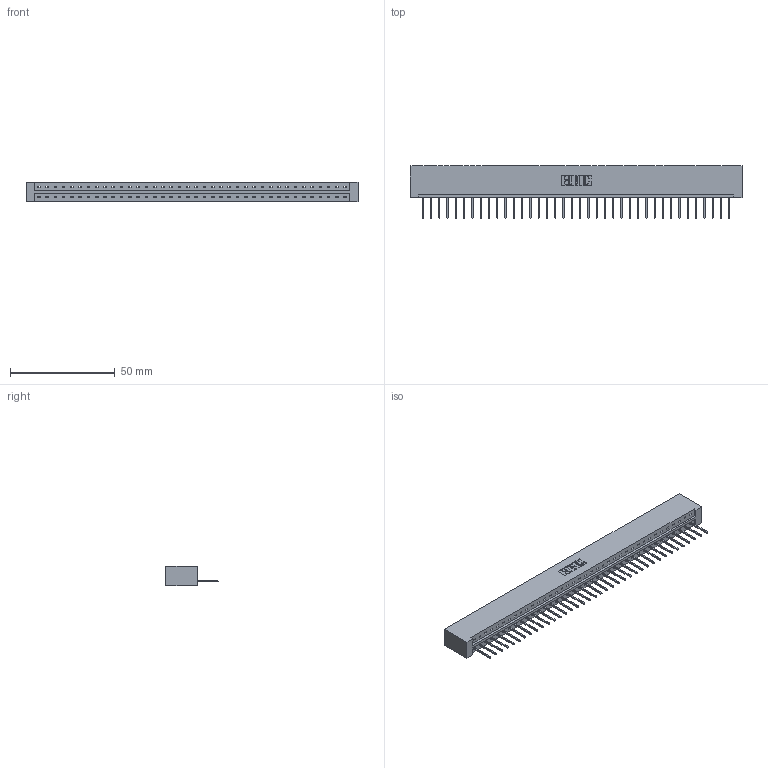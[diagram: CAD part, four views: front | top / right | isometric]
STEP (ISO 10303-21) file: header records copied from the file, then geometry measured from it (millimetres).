
FILE_DESCRIPTION (( 'STEP AP203' ), '1' );
FILE_NAME ('833-038-523-101.STEP', '2020-06-03T06:47:56', ( '' ), ( '' ), 'SwSTEP 2.0', 'SolidWorks 2020', '' );
FILE_SCHEMA (( 'CONFIG_CONTROL_DESIGN' ));
Length unit declared in the file: inch
Products named in the file (3): 345-292-001_345-293-123; 833-038-523-101; 833 Part_Lugless
Assembly tree (39 placements, depth 2):
  833-038-523-101
    833 Part_Lugless
    345-292-001_345-293-123  x38
Bounding box: 158.83 x 25.15 x 9.4 mm (x, y, z)
Volume: 16546 mm3; surface area: 17871.8 mm2
Topology: 39 solids, 39 shells, 2310 faces, 6975 edges, 4598 vertices
Faces by surface type: plane 1662, cylinder 648
Entity records: 23489 total; most frequent: CARTESIAN_POINT 4060, ORIENTED_EDGE 4034, DIRECTION 3425, EDGE_CURVE 2017, LINE 1897, VECTOR 1897, VERTEX_POINT 1342, AXIS2_PLACEMENT_3D 764
